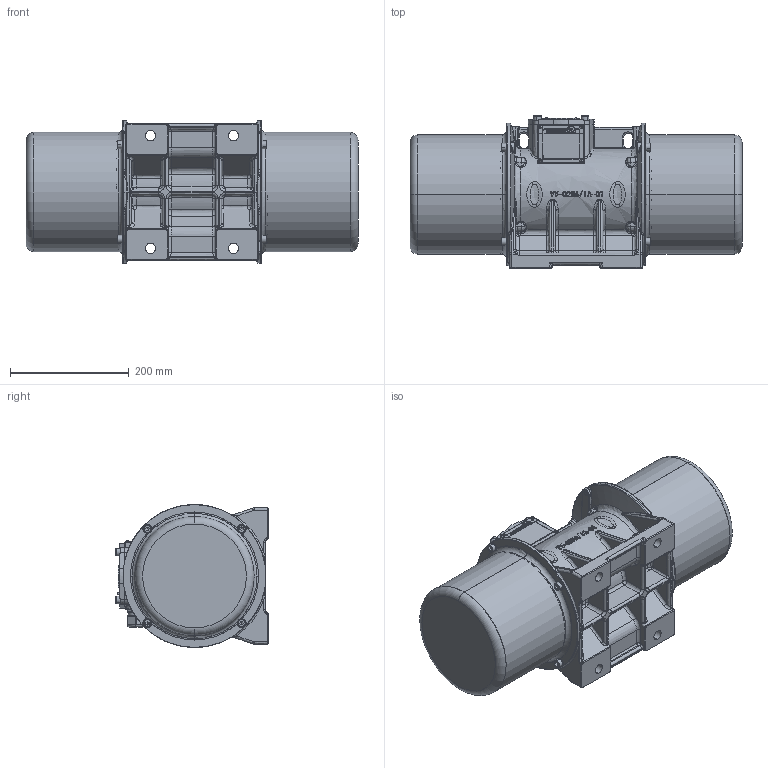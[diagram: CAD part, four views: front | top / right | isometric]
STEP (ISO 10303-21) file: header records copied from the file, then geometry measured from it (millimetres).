
FILE_DESCRIPTION (( 'STEP AP214' ), '1' );
FILE_NAME ('NEG 252060 50-60 Hz1.STEP', '2012-02-15T12:32:34', ( '' ), ( '' ), 'SwSTEP 2.0', 'SolidWorks 2010', '' );
FILE_SCHEMA (( 'AUTOMOTIVE_DESIGN' ));
Length unit declared in the file: millimetre
Products named in the file (1): NEG 252060 50-60 Hz1
Bounding box: 560 x 257.51 x 241 mm (x, y, z)
Volume: 6728214.5 mm3; surface area: 1089270.1 mm2
Topology: 3 solids, 20 shells, 3220 faces, 8725 edges, 5454 vertices
Faces by surface type: plane 1529, bspline 1283, cylinder 232, cone 77, torus 69, sphere 30
Entity records: 207524 total; most frequent: CARTESIAN_POINT 133048, ORIENTED_EDGE 16866, DIRECTION 10216, EDGE_CURVE 8433, VERTEX_POINT 5454, VECTOR 4028, LINE 4028, EDGE_LOOP 3461
